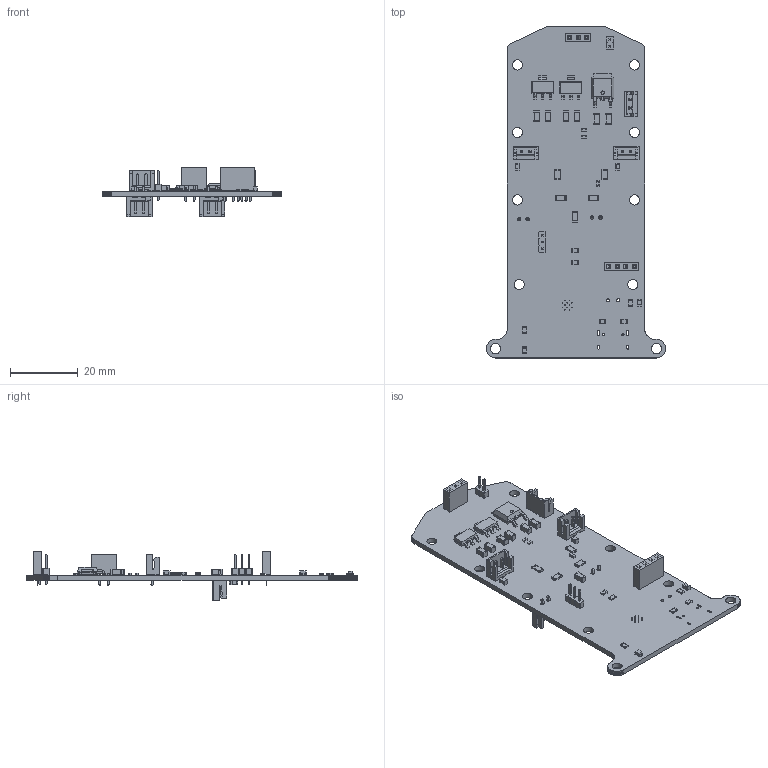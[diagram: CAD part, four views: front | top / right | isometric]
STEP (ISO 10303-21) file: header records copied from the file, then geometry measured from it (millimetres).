
FILE_DESCRIPTION(('KiCad electronic assembly'),'2;1');
FILE_NAME('FC Control board 1.1.step','2023-10-22T14:22:26',('Pcbnew'),( 'Kicad'),'Open CASCADE STEP processor 7.7','KiCad to STEP converter' ,'Unknown');
FILE_SCHEMA(('AUTOMOTIVE_DESIGN { 1 0 10303 214 1 1 1 1 }'));
Length unit declared in the file: millimetre
Products named in the file (30): FC Control board 1.1 1; C_1206_3216Metric; SOLID; JST_EH_B2B-EH-A_1x02_P2.50mm_Vertical; C_0805_2012Metric; SOT-223; TO-252-2; COMPOUND; R_0805_2012Metric; LED_0805_2012Metric; PinSocket_1x04_P2.54mm_Vertical; PinHeader_1x03_P2.00mm_Vertical; PinHeader_1x02_P2.00mm_Vertical; R_1206_3216Metric; R_0603_1608Metric; C_0603_1608Metric; PinSocket_1x03_P2.54mm_Vertical; FC Control board 1.1 PCB
Assembly tree (53 placements, depth 3):
  FC Control board 1.1 1
    C_1206_3216Metric  x7
      SOLID
    JST_EH_B2B-EH-A_1x02_P2.50mm_Vertical  x5
      SOLID
    C_0805_2012Metric  x5
      SOLID
    SOT-223  x2
      SOLID
    TO-252-2
      COMPOUND
    R_0805_2012Metric  x6
      SOLID
    LED_0805_2012Metric
      SOLID
    PinSocket_1x04_P2.54mm_Vertical
      SOLID
    PinHeader_1x03_P2.00mm_Vertical
      SOLID
    PinHeader_1x02_P2.00mm_Vertical
      SOLID
    R_1206_3216Metric  x4
      SOLID
    R_0603_1608Metric  x2
      SOLID
    C_0603_1608Metric
      SOLID
    PinSocket_1x03_P2.54mm_Vertical
      SOLID
    FC Control board 1.1 PCB
Bounding box: 53.19 x 98.37 x 14.68 mm (x, y, z)
Volume: 7172.3 mm3; surface area: 11428.3 mm2
Topology: 43 solids, 43 shells, 1996 faces, 5263 edges, 3432 vertices
Faces by surface type: plane 1611, cylinder 353, bspline 32
Full cylindrical faces by diameter (mm): 0.2 x12, 0.65 x2, 0.8 x5, 0.9 x2, 1 x18, 3 x10
Entity records: 76489 total; most frequent: CARTESIAN_POINT 12841, DIRECTION 10828, LINE 7923, VECTOR 7923, ORIENTED_EDGE 5702, PCURVE 5702, DEFINITIONAL_REPRESENTATION 5702, EDGE_CURVE 2851
